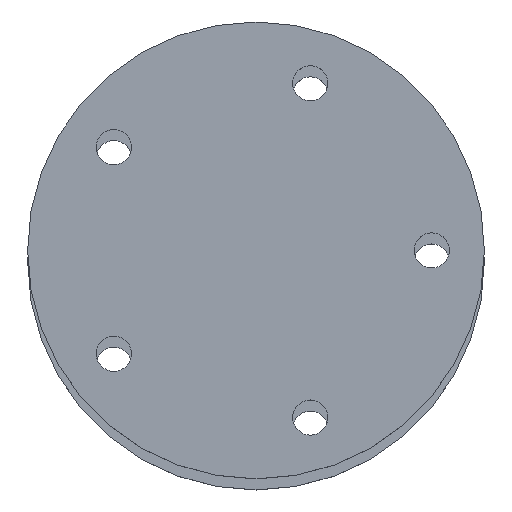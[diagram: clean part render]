
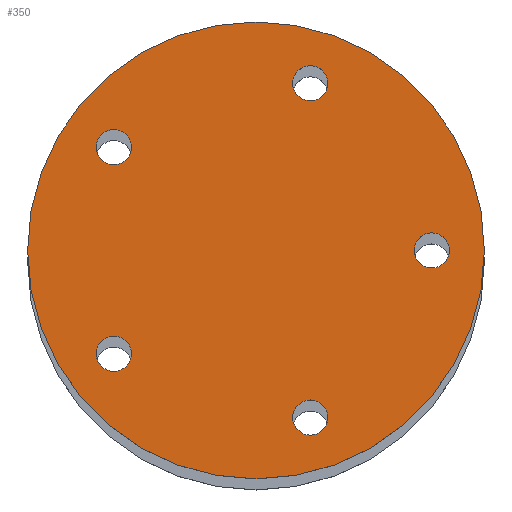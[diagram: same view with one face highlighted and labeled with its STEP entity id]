
A CAD part, top view. The second image highlights one B-rep face of the part: STEP entity #350.
In plain terms, the highlighted planar face has unit normal (0, 0, 1).
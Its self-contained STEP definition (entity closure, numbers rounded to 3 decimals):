
#71=FACE_BOUND('',#126,.T.);
#72=FACE_BOUND('',#127,.T.);
#73=FACE_BOUND('',#128,.T.);
#74=FACE_BOUND('',#129,.T.);
#75=FACE_BOUND('',#130,.T.);
#91=FACE_OUTER_BOUND('',#125,.T.);
#125=EDGE_LOOP('',(#318,#319));
#126=EDGE_LOOP('',(#320));
#127=EDGE_LOOP('',(#321));
#128=EDGE_LOOP('',(#322));
#129=EDGE_LOOP('',(#323));
#130=EDGE_LOOP('',(#324));
#157=CIRCLE('',#407,5.);
#158=CIRCLE('',#409,5.);
#159=CIRCLE('',#411,5.);
#160=CIRCLE('',#413,5.);
#161=CIRCLE('',#415,5.);
#162=CIRCLE('',#417,65.);
#163=CIRCLE('',#418,65.);
#189=VERTEX_POINT('',#601);
#190=VERTEX_POINT('',#605);
#191=VERTEX_POINT('',#609);
#192=VERTEX_POINT('',#613);
#193=VERTEX_POINT('',#617);
#194=VERTEX_POINT('',#621);
#195=VERTEX_POINT('',#622);
#227=EDGE_CURVE('',#189,#189,#157,.T.);
#229=EDGE_CURVE('',#190,#190,#158,.T.);
#231=EDGE_CURVE('',#191,#191,#159,.T.);
#233=EDGE_CURVE('',#192,#192,#160,.T.);
#235=EDGE_CURVE('',#193,#193,#161,.T.);
#237=EDGE_CURVE('',#194,#195,#162,.T.);
#238=EDGE_CURVE('',#195,#194,#163,.T.);
#318=ORIENTED_EDGE('',*,*,#237,.T.);
#319=ORIENTED_EDGE('',*,*,#238,.T.);
#320=ORIENTED_EDGE('',*,*,#235,.T.);
#321=ORIENTED_EDGE('',*,*,#233,.T.);
#322=ORIENTED_EDGE('',*,*,#231,.T.);
#323=ORIENTED_EDGE('',*,*,#229,.T.);
#324=ORIENTED_EDGE('',*,*,#227,.T.);
#334=PLANE('',#419);
#350=ADVANCED_FACE('',(#91,#71,#72,#73,#74,#75),#334,.T.);
#407=AXIS2_PLACEMENT_3D('',#602,#499,#500);
#409=AXIS2_PLACEMENT_3D('',#606,#504,#505);
#411=AXIS2_PLACEMENT_3D('',#610,#509,#510);
#413=AXIS2_PLACEMENT_3D('',#614,#514,#515);
#415=AXIS2_PLACEMENT_3D('',#618,#519,#520);
#417=AXIS2_PLACEMENT_3D('',#623,#524,#525);
#418=AXIS2_PLACEMENT_3D('',#624,#526,#527);
#419=AXIS2_PLACEMENT_3D('',#626,#529,#530);
#499=DIRECTION('center_axis',(0.,0.,-1.));
#500=DIRECTION('ref_axis',(-1.,0.,0.));
#504=DIRECTION('center_axis',(0.,0.,-1.));
#505=DIRECTION('ref_axis',(-1.,0.,0.));
#509=DIRECTION('center_axis',(0.,0.,-1.));
#510=DIRECTION('ref_axis',(-1.,0.,0.));
#514=DIRECTION('center_axis',(0.,0.,-1.));
#515=DIRECTION('ref_axis',(-1.,0.,0.));
#519=DIRECTION('center_axis',(0.,0.,-1.));
#520=DIRECTION('ref_axis',(-1.,0.,0.));
#524=DIRECTION('center_axis',(0.,0.,1.));
#525=DIRECTION('ref_axis',(1.,0.,0.));
#526=DIRECTION('center_axis',(0.,0.,1.));
#527=DIRECTION('ref_axis',(1.,0.,0.));
#529=DIRECTION('center_axis',(0.,0.,1.));
#530=DIRECTION('ref_axis',(1.,0.,0.));
#601=CARTESIAN_POINT('',(-35.451,29.389,1810.));
#602=CARTESIAN_POINT('Origin',(-40.451,29.389,1810.));
#605=CARTESIAN_POINT('',(-35.451,-29.389,1810.));
#606=CARTESIAN_POINT('Origin',(-40.451,-29.389,1810.));
#609=CARTESIAN_POINT('',(20.451,47.553,1810.));
#610=CARTESIAN_POINT('Origin',(15.451,47.553,1810.));
#613=CARTESIAN_POINT('',(20.451,-47.553,1810.));
#614=CARTESIAN_POINT('Origin',(15.451,-47.553,1810.));
#617=CARTESIAN_POINT('',(55.,0.,1810.));
#618=CARTESIAN_POINT('Origin',(50.,0.,1810.));
#621=CARTESIAN_POINT('',(65.,0.,1810.));
#622=CARTESIAN_POINT('',(-65.,0.,1810.));
#623=CARTESIAN_POINT('Origin',(0.,0.,1810.));
#624=CARTESIAN_POINT('Origin',(0.,0.,1810.));
#626=CARTESIAN_POINT('Origin',(0.,0.,1810.));
